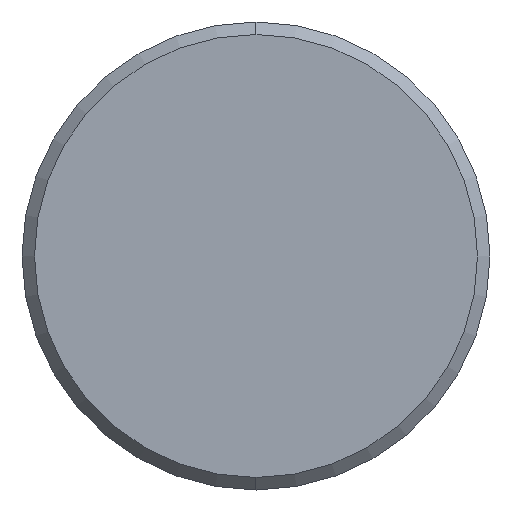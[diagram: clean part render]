
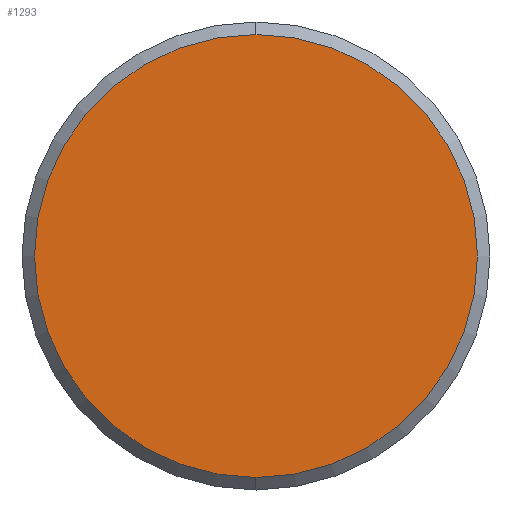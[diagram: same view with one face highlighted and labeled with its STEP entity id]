
A CAD part, left-side view. The second image highlights one B-rep face of the part: STEP entity #1293.
In plain terms, the highlighted planar face has unit normal (-1, 0, 0).
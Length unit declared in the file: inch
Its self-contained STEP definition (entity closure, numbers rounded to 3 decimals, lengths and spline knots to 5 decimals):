
#43 = DIRECTION ( 'NONE',  ( 1., 0., 0. ) ) ;
#46 = EDGE_LOOP ( 'NONE', ( #448, #69 ) ) ;
#69 = ORIENTED_EDGE ( 'NONE', *, *, #538, .F. ) ;
#72 = CARTESIAN_POINT ( 'NONE',  ( 0., 0.375, 0. ) ) ;
#174 = CARTESIAN_POINT ( 'NONE',  ( 0., 0., 0.355 ) ) ;
#245 = VERTEX_POINT ( 'NONE', #658 ) ;
#270 = FACE_OUTER_BOUND ( 'NONE', #46, .T. ) ;
#307 = VERTEX_POINT ( 'NONE', #174 ) ;
#390 = DIRECTION ( 'NONE',  ( -1., 0., 0. ) ) ;
#448 = ORIENTED_EDGE ( 'NONE', *, *, #703, .F. ) ;
#509 = DIRECTION ( 'NONE',  ( 1., 0., 0. ) ) ;
#538 = EDGE_CURVE ( 'NONE', #307, #245, #1298, .T. ) ;
#559 = AXIS2_PLACEMENT_3D ( 'NONE', #681, #43, #782 ) ;
#629 = AXIS2_PLACEMENT_3D ( 'NONE', #72, #390, #1130 ) ;
#658 = CARTESIAN_POINT ( 'NONE',  ( 0., 0., -0.355 ) ) ;
#681 = CARTESIAN_POINT ( 'NONE',  ( 0., 0., 0. ) ) ;
#703 = EDGE_CURVE ( 'NONE', #245, #307, #755, .T. ) ;
#736 = AXIS2_PLACEMENT_3D ( 'NONE', #1138, #509, #1244 ) ;
#755 = CIRCLE ( 'NONE', #559, 0.355 ) ;
#782 = DIRECTION ( 'NONE',  ( 0., 0., -1. ) ) ;
#1130 = DIRECTION ( 'NONE',  ( 0., 0., 1. ) ) ;
#1138 = CARTESIAN_POINT ( 'NONE',  ( 0., 0., 0. ) ) ;
#1231 = PLANE ( 'NONE',  #629 ) ;
#1244 = DIRECTION ( 'NONE',  ( 0., 0., -1. ) ) ;
#1293 = ADVANCED_FACE ( 'NONE', ( #270 ), #1231, .T. ) ;
#1298 = CIRCLE ( 'NONE', #736, 0.355 ) ;
